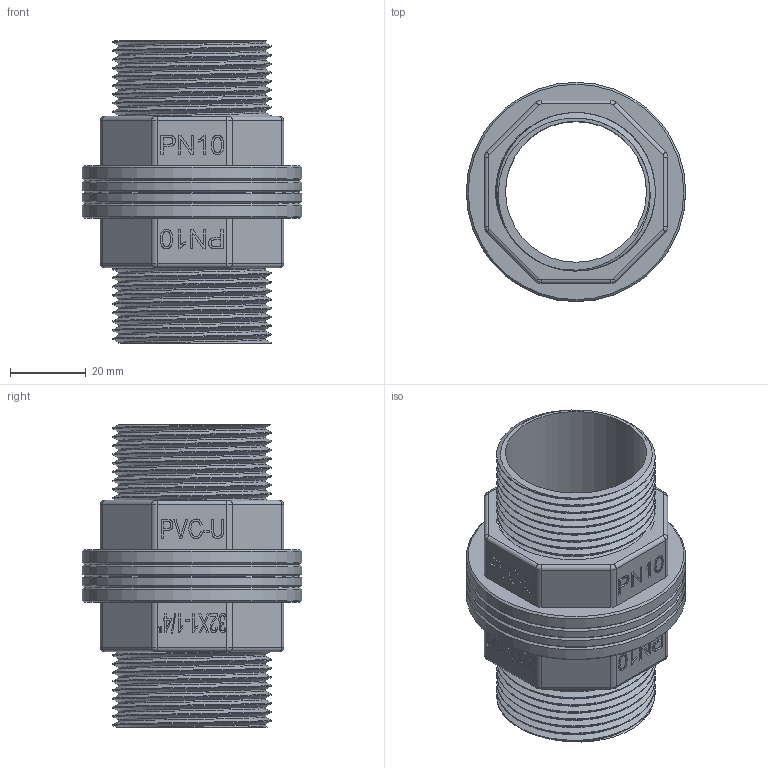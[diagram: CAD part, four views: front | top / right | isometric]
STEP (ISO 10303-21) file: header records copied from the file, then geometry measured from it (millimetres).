
FILE_DESCRIPTION(/* description */ (''),/* implementation_level */ '2;1');
FILE_NAME(/* name */ '32114.stp',/* time_stamp */ '2026-02-09T15:00:06+08:00',/* author */ (''),/* organization */ (''),/* preprocessor_version */ 'ST-DEVELOPER v16',/* originating_system */ 'SIEMENS PLM Software NX 10.0',/* authorisation */ '');
FILE_SCHEMA (('AUTOMOTIVE_DESIGN { 1 0 10303 214 3 1 1 1 }'));
Length unit declared in the file: millimetre
Products named in the file (1): gelv0A5038FC64al
Bounding box: 58 x 58 x 80 mm (x, y, z)
Volume: 48997 mm3; surface area: 53685.5 mm2
Topology: 5 solids, 5 shells, 627 faces, 1629 edges, 1074 vertices
Faces by surface type: plane 346, extrusion 194, cylinder 57, bspline 22, cone 8
Full cylindrical faces by diameter (mm): 2.6 x2, 3.4 x2, 37.31 x1, 42.5 x2, 58 x4
Entity records: 32986 total; most frequent: CARTESIAN_POINT 19396, ORIENTED_EDGE 3212, DIRECTION 1852, EDGE_CURVE 1606, B_SPLINE_CURVE_WITH_KNOTS 1104, VERTEX_POINT 1070, VECTOR 752, EDGE_LOOP 718
